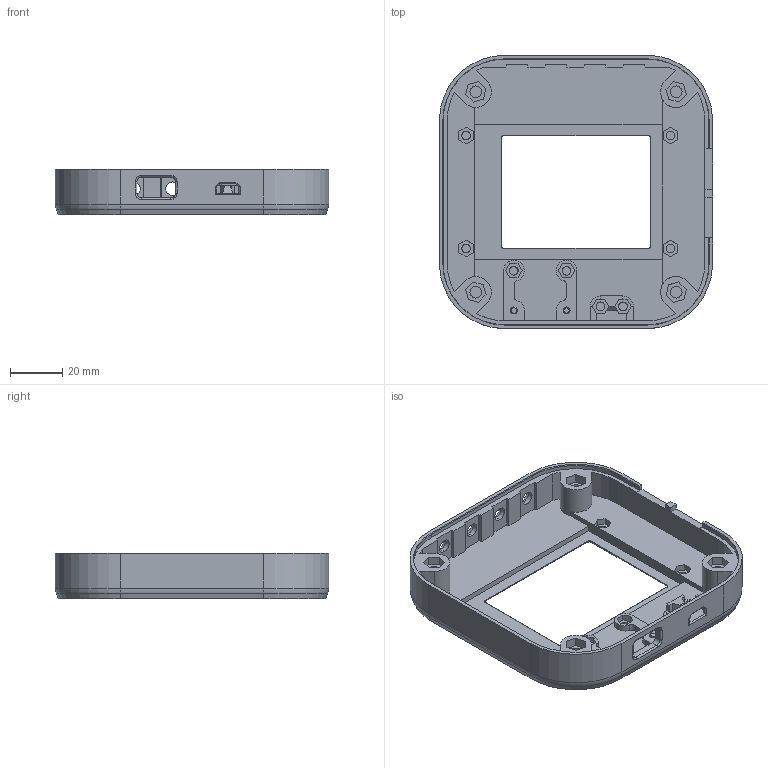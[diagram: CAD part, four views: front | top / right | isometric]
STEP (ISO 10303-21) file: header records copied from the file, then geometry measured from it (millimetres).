
FILE_DESCRIPTION (( 'STEP AP203' ), '1' );
FILE_NAME ('WLTMV2-case_upside_J3DI_v1.0r.STEP', '2017-03-15T21:45:32', ( 'PC-User' ), ( '' ), 'SwSTEP 2.0', 'SolidWorks 2016', '' );
FILE_SCHEMA (( 'CONFIG_CONTROL_DESIGN' ));
Length unit declared in the file: millimetre
Products named in the file (1): WLTMV2-case_upside_J3DI_v1.0r
Bounding box: 105 x 105 x 17.5 mm (x, y, z)
Volume: 45172.9 mm3; surface area: 30644.6 mm2
Topology: 1 solids, 1 shells, 531 faces, 1388 edges, 906 vertices
Faces by surface type: plane 359, cylinder 96, bspline 52, cone 16, torus 8
Entity records: 16618 total; most frequent: CARTESIAN_POINT 3628, ORIENTED_EDGE 2776, DIRECTION 2453, EDGE_CURVE 1388, VECTOR 1063, LINE 1063, VERTEX_POINT 906, AXIS2_PLACEMENT_3D 695
